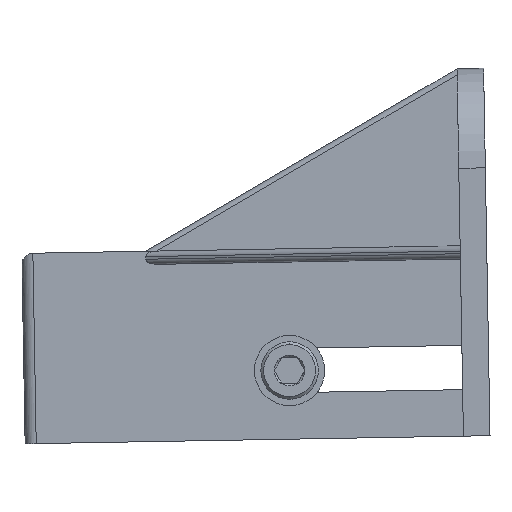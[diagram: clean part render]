
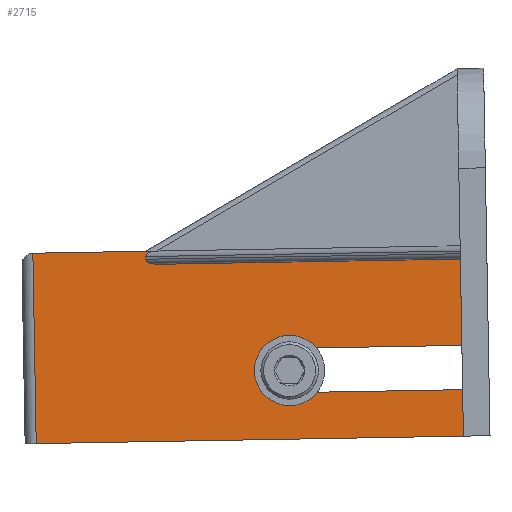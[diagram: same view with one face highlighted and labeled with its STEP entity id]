
A CAD part, left-side view. The second image highlights one B-rep face of the part: STEP entity #2715.
In plain terms, the highlighted planar face has unit normal (-1, 0, 0).
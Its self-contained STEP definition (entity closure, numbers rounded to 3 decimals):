
#87 = EDGE_CURVE ( 'NONE', #1302, #1314, #3956, .T. ) ;
#142 = ORIENTED_EDGE ( 'NONE', *, *, #2002, .F. ) ;
#200 = VERTEX_POINT ( 'NONE', #2637 ) ;
#261 = ORIENTED_EDGE ( 'NONE', *, *, #3146, .T. ) ;
#323 =( BOUNDED_CURVE ( )  B_SPLINE_CURVE ( 3, ( #1964, #4266, #4240, #2778 ),
 .UNSPECIFIED., .F., .F. ) 
 B_SPLINE_CURVE_WITH_KNOTS ( ( 4, 4 ),
 ( 3.142, 4.712 ),
 .UNSPECIFIED. ) 
 CURVE ( )  GEOMETRIC_REPRESENTATION_ITEM ( )  RATIONAL_B_SPLINE_CURVE ( ( 1., 0.805, 0.805, 1. ) ) 
 REPRESENTATION_ITEM ( '' )  );
#325 = CARTESIAN_POINT ( 'NONE',  ( -5., 11.135, -35.866 ) ) ;
#359 = CARTESIAN_POINT ( 'NONE',  ( -5., -27.519, -15.688 ) ) ;
#364 = DIRECTION ( 'NONE',  ( 1., 0., 0. ) ) ;
#422 = CARTESIAN_POINT ( 'NONE',  ( -5., 70.558, -69.408 ) ) ;
#458 = AXIS2_PLACEMENT_3D ( 'NONE', #422, #999, #1195 ) ;
#509 = ORIENTED_EDGE ( 'NONE', *, *, #1574, .T. ) ;
#608 = CARTESIAN_POINT ( 'NONE',  ( -5., -27.859, -35.185 ) ) ;
#611 = VECTOR ( 'NONE', #985, 1000. ) ;
#671 = CARTESIAN_POINT ( 'NONE',  ( -5., -28.078, -47.683 ) ) ;
#678 = VECTOR ( 'NONE', #2297, 1000. ) ;
#688 = ORIENTED_EDGE ( 'NONE', *, *, #4962, .T. ) ;
#757 = PLANE ( 'NONE',  #458 ) ;
#759 = VERTEX_POINT ( 'NONE', #671 ) ;
#781 = LINE ( 'NONE', #4969, #1404 ) ;
#807 = DIRECTION ( 'NONE',  ( 0., 0.017, 1. ) ) ;
#882 = LINE ( 'NONE', #2430, #1815 ) ;
#941 = DIRECTION ( 'NONE',  ( 0., -1., 0.017 ) ) ;
#985 = DIRECTION ( 'NONE',  ( 0., 0.017, 1. ) ) ;
#999 = DIRECTION ( 'NONE',  ( 1., 0., 0. ) ) ;
#1027 = EDGE_LOOP ( 'NONE', ( #3806, #4653, #1071, #2021, #688, #1462, #261, #2124, #3694, #1243, #509, #4973, #3788, #142 ) ) ;
#1071 = ORIENTED_EDGE ( 'NONE', *, *, #4815, .T. ) ;
#1110 = VECTOR ( 'NONE', #3131, 1000. ) ;
#1172 = VECTOR ( 'NONE', #941, 1000. ) ;
#1195 = DIRECTION ( 'NONE',  ( 0., -1., 0.017 ) ) ;
#1243 = ORIENTED_EDGE ( 'NONE', *, *, #3984, .F. ) ;
#1302 = VERTEX_POINT ( 'NONE', #4612 ) ;
#1314 = VERTEX_POINT ( 'NONE', #325 ) ;
#1331 = CARTESIAN_POINT ( 'NONE',  ( -5., 68.059, -69.364 ) ) ;
#1339 = LINE ( 'NONE', #4808, #611 ) ;
#1347 = CARTESIAN_POINT ( 'NONE',  ( -5., -28.427, -67.68 ) ) ;
#1349 = EDGE_CURVE ( 'NONE', #1457, #4486, #2701, .T. ) ;
#1404 = VECTOR ( 'NONE', #807, 1000. ) ;
#1457 = VERTEX_POINT ( 'NONE', #1968 ) ;
#1462 = ORIENTED_EDGE ( 'NONE', *, *, #87, .T. ) ;
#1496 = VERTEX_POINT ( 'NONE', #3209 ) ;
#1524 = CARTESIAN_POINT ( 'NONE',  ( -5., -28.427, -67.68 ) ) ;
#1541 = VERTEX_POINT ( 'NONE', #1991 ) ;
#1574 = EDGE_CURVE ( 'NONE', #1541, #4755, #4676, .T. ) ;
#1643 = CARTESIAN_POINT ( 'NONE',  ( -5., 43.491, -15.728 ) ) ;
#1665 = DIRECTION ( 'NONE',  ( 0., -1., 0.017 ) ) ;
#1767 = DIRECTION ( 'NONE',  ( 0., 1., -0.017 ) ) ;
#1805 = CARTESIAN_POINT ( 'NONE',  ( -5., 43.491, -15.728 ) ) ;
#1815 = VECTOR ( 'NONE', #1665, 1000. ) ;
#1865 = CARTESIAN_POINT ( 'NONE',  ( -5., 68.268, -57.366 ) ) ;
#1963 = LINE ( 'NONE', #1347, #4624 ) ;
#1964 = CARTESIAN_POINT ( 'NONE',  ( -5., 43.502, -15.128 ) ) ;
#1968 = CARTESIAN_POINT ( 'NONE',  ( -5., -27.816, -32.686 ) ) ;
#1988 = VERTEX_POINT ( 'NONE', #608 ) ;
#1991 = CARTESIAN_POINT ( 'NONE',  ( -5., 41.026, -16.885 ) ) ;
#2002 = EDGE_CURVE ( 'NONE', #2144, #2776, #2084, .T. ) ;
#2010 = VECTOR ( 'NONE', #2201, 1000. ) ;
#2021 = ORIENTED_EDGE ( 'NONE', *, *, #2033, .F. ) ;
#2033 = EDGE_CURVE ( 'NONE', #2320, #759, #1963, .T. ) ;
#2084 = LINE ( 'NONE', #4390, #1172 ) ;
#2124 = ORIENTED_EDGE ( 'NONE', *, *, #2376, .T. ) ;
#2144 = VERTEX_POINT ( 'NONE', #2210 ) ;
#2150 = CARTESIAN_POINT ( 'NONE',  ( -5., 42.458, -16.91 ) ) ;
#2201 = DIRECTION ( 'NONE',  ( 0., 0.017, 1. ) ) ;
#2210 = CARTESIAN_POINT ( 'NONE',  ( -5., 69.019, -14.373 ) ) ;
#2297 = DIRECTION ( 'NONE',  ( 0., -1., 0.017 ) ) ;
#2320 = VERTEX_POINT ( 'NONE', #2841 ) ;
#2337 = CARTESIAN_POINT ( 'NONE',  ( -5., 41.078, -13.885 ) ) ;
#2376 = EDGE_CURVE ( 'NONE', #1988, #1457, #1339, .T. ) ;
#2430 = CARTESIAN_POINT ( 'NONE',  ( -5., -33.859, -35.081 ) ) ;
#2461 = CARTESIAN_POINT ( 'NONE',  ( -5., -28.427, -67.68 ) ) ;
#2486 = DIRECTION ( 'NONE',  ( 0., 0.017, 1. ) ) ;
#2523 = EDGE_CURVE ( 'NONE', #2144, #4110, #2756, .T. ) ;
#2577 = CARTESIAN_POINT ( 'NONE',  ( -5., 41.026, -16.885 ) ) ;
#2590 = DIRECTION ( 'NONE',  ( 0., 0.017, 1. ) ) ;
#2628 = LINE ( 'NONE', #3056, #678 ) ;
#2637 = CARTESIAN_POINT ( 'NONE',  ( -5., 43.502, -15.128 ) ) ;
#2701 = LINE ( 'NONE', #1524, #2010 ) ;
#2715 = ADVANCED_FACE ( 'NONE', ( #3047 ), #757, .F. ) ;
#2739 = EDGE_CURVE ( 'NONE', #200, #2776, #323, .T. ) ;
#2756 = LINE ( 'NONE', #1331, #1110 ) ;
#2776 = VERTEX_POINT ( 'NONE', #2337 ) ;
#2778 = CARTESIAN_POINT ( 'NONE',  ( -5., 41.078, -13.885 ) ) ;
#2841 = CARTESIAN_POINT ( 'NONE',  ( -5., -28.034, -45.184 ) ) ;
#3047 = FACE_OUTER_BOUND ( 'NONE', #1027, .T. ) ;
#3056 = CARTESIAN_POINT ( 'NONE',  ( -5., 70.768, -57.41 ) ) ;
#3131 = DIRECTION ( 'NONE',  ( 0., -0.017, -1. ) ) ;
#3146 = EDGE_CURVE ( 'NONE', #1314, #1988, #882, .T. ) ;
#3163 = VECTOR ( 'NONE', #4920, 1000. ) ;
#3209 = CARTESIAN_POINT ( 'NONE',  ( -5., -28.217, -55.682 ) ) ;
#3294 = CARTESIAN_POINT ( 'NONE',  ( -5., 43.479, -16.43 ) ) ;
#3449 = EDGE_CURVE ( 'NONE', #4110, #1496, #2628, .T. ) ;
#3501 = DIRECTION ( 'NONE',  ( 0., -0.017, -1. ) ) ;
#3628 = AXIS2_PLACEMENT_3D ( 'NONE', #4138, #364, #2590 ) ;
#3694 = ORIENTED_EDGE ( 'NONE', *, *, #1349, .T. ) ;
#3788 = ORIENTED_EDGE ( 'NONE', *, *, #2739, .T. ) ;
#3806 = ORIENTED_EDGE ( 'NONE', *, *, #2523, .T. ) ;
#3813 = VECTOR ( 'NONE', #2486, 1000. ) ;
#3956 = CIRCLE ( 'NONE', #3628, 5. ) ;
#3984 = EDGE_CURVE ( 'NONE', #1541, #4486, #4144, .T. ) ;
#4110 = VERTEX_POINT ( 'NONE', #1865 ) ;
#4138 = CARTESIAN_POINT ( 'NONE',  ( -5., 11.047, -40.865 ) ) ;
#4144 = LINE ( 'NONE', #4448, #3163 ) ;
#4161 = EDGE_CURVE ( 'NONE', #4755, #200, #781, .T. ) ;
#4240 = CARTESIAN_POINT ( 'NONE',  ( -5., 42.51, -13.91 ) ) ;
#4266 = CARTESIAN_POINT ( 'NONE',  ( -5., 43.514, -14.425 ) ) ;
#4390 = CARTESIAN_POINT ( 'NONE',  ( -5., 71.518, -14.416 ) ) ;
#4438 = LINE ( 'NONE', #2461, #3813 ) ;
#4448 = CARTESIAN_POINT ( 'NONE',  ( -5., 71.466, -17.416 ) ) ;
#4486 = VERTEX_POINT ( 'NONE', #359 ) ;
#4571 = VECTOR ( 'NONE', #1767, 1000. ) ;
#4612 = CARTESIAN_POINT ( 'NONE',  ( -5., 10.96, -45.864 ) ) ;
#4624 = VECTOR ( 'NONE', #3501, 1000. ) ;
#4653 = ORIENTED_EDGE ( 'NONE', *, *, #3449, .T. ) ;
#4676 =( BOUNDED_CURVE ( )  B_SPLINE_CURVE ( 3, ( #2577, #2150, #3294, #1805 ),
 .UNSPECIFIED., .F., .F. ) 
 B_SPLINE_CURVE_WITH_KNOTS ( ( 4, 4 ),
 ( 1.571, 3.142 ),
 .UNSPECIFIED. ) 
 CURVE ( )  GEOMETRIC_REPRESENTATION_ITEM ( )  RATIONAL_B_SPLINE_CURVE ( ( 1., 0.805, 0.805, 1. ) ) 
 REPRESENTATION_ITEM ( '' )  );
#4755 = VERTEX_POINT ( 'NONE', #1643 ) ;
#4808 = CARTESIAN_POINT ( 'NONE',  ( -5., -28.427, -67.68 ) ) ;
#4815 = EDGE_CURVE ( 'NONE', #1496, #759, #4438, .T. ) ;
#4864 = CARTESIAN_POINT ( 'NONE',  ( -5., 10.96, -45.864 ) ) ;
#4909 = LINE ( 'NONE', #4864, #4571 ) ;
#4920 = DIRECTION ( 'NONE',  ( 0., -1., 0.017 ) ) ;
#4962 = EDGE_CURVE ( 'NONE', #2320, #1302, #4909, .T. ) ;
#4969 = CARTESIAN_POINT ( 'NONE',  ( -5., 42.563, -68.919 ) ) ;
#4973 = ORIENTED_EDGE ( 'NONE', *, *, #4161, .T. ) ;
